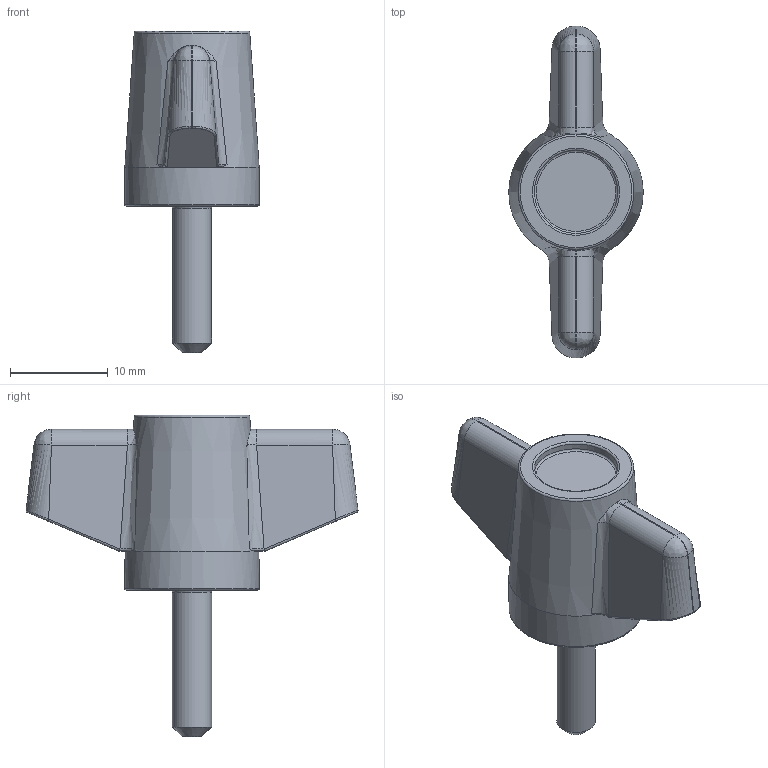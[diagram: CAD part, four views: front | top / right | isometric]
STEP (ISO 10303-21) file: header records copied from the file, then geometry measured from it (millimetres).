
FILE_DESCRIPTION( ( 'Unknown' ), '1' );
FILE_NAME( '6310035_GP34_M04x15.stp', 'Unknown', ( 'Unknown' ), ( 'Unknown' ), 'PSStep 11.0', 'Unknown', ' ' );
FILE_SCHEMA( ( 'AUTOMOTIVE_DESIGN { 1 0 10303 214 1 1 1 1 }' ) );
Length unit declared in the file: millimetre
Products named in the file (1): 6310035
Bounding box: 13.75 x 33.97 x 32.9 mm (x, y, z)
Volume: 3394 mm3; surface area: 1752.3 mm2
Topology: 1 solids, 1 shells, 69 faces, 159 edges, 95 vertices
Faces by surface type: bspline 24, cylinder 19, plane 17, torus 7, cone 2
Full cylindrical faces by diameter (mm): 4 x1, 8.509 x1, 13.75 x1
Entity records: 7212 total; most frequent: CARTESIAN_POINT 5354, ORIENTED_EDGE 286, DIRECTION 216, EDGE_CURVE 143, AXIS2_PLACEMENT_3D 91, VERTEX_POINT 91, EDGE_LOOP 84, FACE_OUTER_BOUND 79
